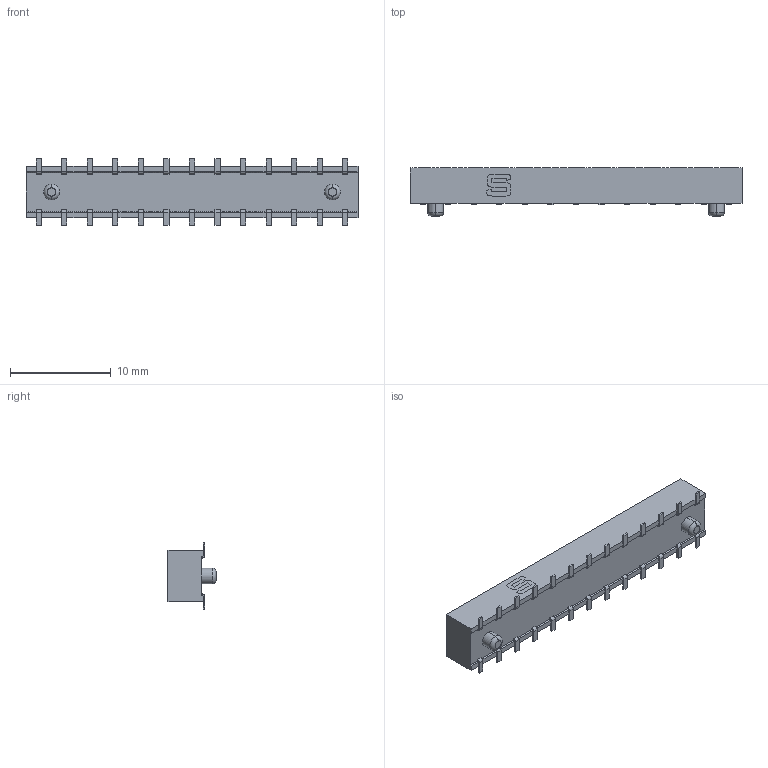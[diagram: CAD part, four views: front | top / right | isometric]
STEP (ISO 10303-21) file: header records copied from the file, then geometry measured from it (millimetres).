
FILE_DESCRIPTION (( 'STEP AP203' ), '1' );
FILE_NAME ('REF-182688-01.step', '2018-02-26T16:04:22', ( '' ), ( '' ), 'SwSTEP 2.0', 'SolidWorks 2016', '' );
FILE_SCHEMA (( 'CONFIG_CONTROL_DESIGN' ));
Length unit declared in the file: millimetre
Products named in the file (1): REF-182688-01
Bounding box: 33.02 x 4.78 x 6.58 mm (x, y, z)
Volume: 538 mm3; surface area: 842.7 mm2
Topology: 1 solids, 1 shells, 645 faces, 1698 edges, 1096 vertices
Faces by surface type: plane 501, cylinder 82, bspline 58, torus 4
Entity records: 21519 total; most frequent: CARTESIAN_POINT 5840, ORIENTED_EDGE 3396, DIRECTION 2826, EDGE_CURVE 1698, VECTOR 1410, LINE 1410, VERTEX_POINT 1096, EDGE_LOOP 738
